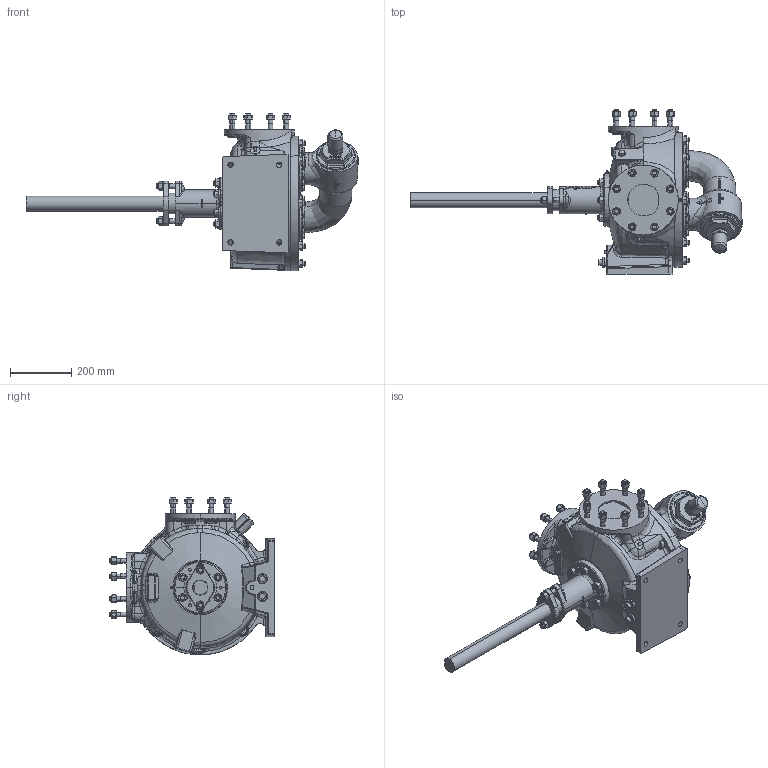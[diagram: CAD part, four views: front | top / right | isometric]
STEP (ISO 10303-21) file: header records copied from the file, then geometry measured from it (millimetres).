
FILE_DESCRIPTION (( 'STEP AP214' ), '1' );
FILE_NAME ('M32E.STEP', '2018-02-26T20:07:27', ( '' ), ( '' ), 'SwSTEP 2.0', 'SolidWorks 2017', '' );
FILE_SCHEMA (( 'AUTOMOTIVE_DESIGN' ));
Length unit declared in the file: inch
Products named in the file (2): M32E
Bounding box: 1084.47 x 536.45 x 514.65 mm (x, y, z)
Volume: 42178772 mm3; surface area: 1248504.7 mm2
Topology: 1 solids, 1 shells, 3352 faces, 8124 edges, 4915 vertices
Faces by surface type: plane 1081, bspline 814, cone 734, cylinder 501, torus 161, sphere 61
Entity records: 185103 total; most frequent: CARTESIAN_POINT 83014, ORIENTED_EDGE 16054, DIRECTION 12022, EDGE_CURVE 8027, AXIS2_PLACEMENT_3D 4953, VERTEX_POINT 4908, EDGE_LOOP 3597, ADVANCED_FACE 3352
